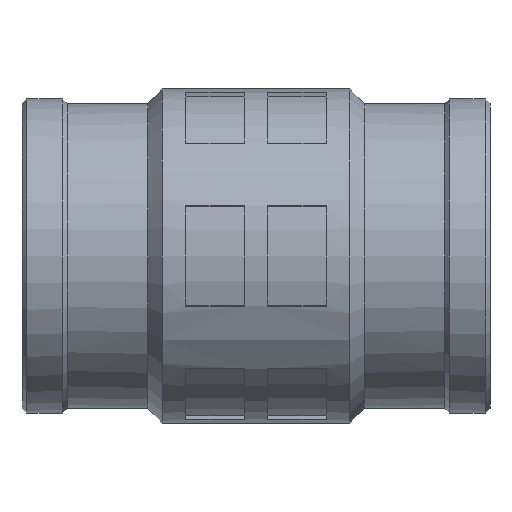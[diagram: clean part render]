
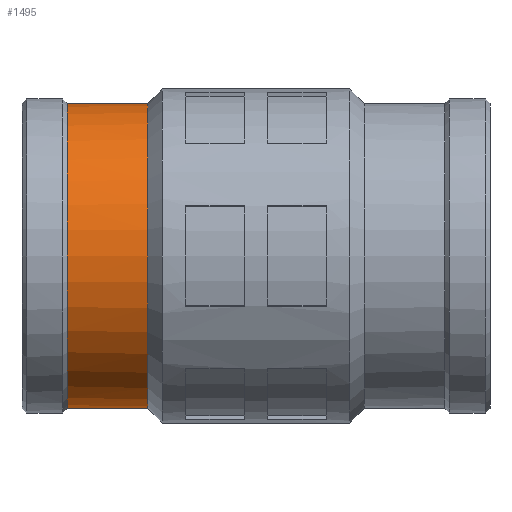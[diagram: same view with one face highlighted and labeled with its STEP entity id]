
A CAD part, front view. The second image highlights one B-rep face of the part: STEP entity #1495.
In plain terms, the highlighted cylindrical face has radius 41.031 mm (diameter 82.062 mm), a full revolution.
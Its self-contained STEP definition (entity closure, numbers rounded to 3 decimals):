
#29=B_SPLINE_CURVE_WITH_KNOTS('',3,(#2622,#2623,#2624,#2625,#2626,#2627,
#2628,#2629,#2630,#2631,#2632,#2633,#2634,#2635,#2636,#2637,#2638,#2639,
#2640,#2641,#2642,#2643,#2644),.UNSPECIFIED.,.F.,.F.,(4,3,2,2,2,2,2,2,2,
2,4),(-0.04,0.,0.359,0.717,1.075,
1.433,1.79,2.148,2.507,2.865,
2.905),.UNSPECIFIED.);
#62=FACE_BOUND('',#303,.T.);
#107=CYLINDRICAL_SURFACE('',#1659,41.031);
#191=FACE_OUTER_BOUND('',#302,.T.);
#302=EDGE_LOOP('',(#1250));
#303=EDGE_LOOP('',(#1251,#1252));
#413=CIRCLE('',#1660,41.031);
#414=CIRCLE('',#1661,41.031);
#744=VERTEX_POINT('',#2614);
#745=VERTEX_POINT('',#2621);
#752=VERTEX_POINT('',#2690);
#935=EDGE_CURVE('',#745,#744,#29,.T.);
#943=EDGE_CURVE('',#752,#752,#413,.T.);
#944=EDGE_CURVE('',#744,#745,#414,.T.);
#1250=ORIENTED_EDGE('',*,*,#943,.F.);
#1251=ORIENTED_EDGE('',*,*,#935,.T.);
#1252=ORIENTED_EDGE('',*,*,#944,.T.);
#1495=ADVANCED_FACE('',(#191,#62),#107,.T.);
#1659=AXIS2_PLACEMENT_3D('',#2689,#2079,#2080);
#1660=AXIS2_PLACEMENT_3D('',#2691,#2081,#2082);
#1661=AXIS2_PLACEMENT_3D('',#2692,#2083,#2084);
#2079=DIRECTION('center_axis',(1.,0.,0.));
#2080=DIRECTION('ref_axis',(0.,1.,0.));
#2081=DIRECTION('center_axis',(1.,0.,0.));
#2082=DIRECTION('ref_axis',(0.,0.,-1.));
#2083=DIRECTION('center_axis',(1.,0.,0.));
#2084=DIRECTION('ref_axis',(0.,0.,-1.));
#2614=CARTESIAN_POINT('',(-50.8,39.913,9.511));
#2621=CARTESIAN_POINT('',(-50.8,39.913,-9.511));
#2622=CARTESIAN_POINT('Ctrl Pts',(-50.8,39.913,-9.511));
#2623=CARTESIAN_POINT('Ctrl Pts',(-50.666,39.912,-9.517));
#2624=CARTESIAN_POINT('Ctrl Pts',(-50.532,39.911,-9.52));
#2625=CARTESIAN_POINT('Ctrl Pts',(-50.4,39.911,-9.52));
#2626=CARTESIAN_POINT('Ctrl Pts',(-49.205,39.911,-9.52));
#2627=CARTESIAN_POINT('Ctrl Pts',(-47.934,39.972,-9.276));
#2628=CARTESIAN_POINT('Ctrl Pts',(-45.607,40.187,-8.294));
#2629=CARTESIAN_POINT('Ctrl Pts',(-44.549,40.338,-7.557));
#2630=CARTESIAN_POINT('Ctrl Pts',(-42.887,40.619,-5.866));
#2631=CARTESIAN_POINT('Ctrl Pts',(-42.168,40.766,-4.799));
#2632=CARTESIAN_POINT('Ctrl Pts',(-41.213,40.974,-2.463));
#2633=CARTESIAN_POINT('Ctrl Pts',(-40.978,41.031,-1.192));
#2634=CARTESIAN_POINT('Ctrl Pts',(-40.978,41.031,1.192));
#2635=CARTESIAN_POINT('Ctrl Pts',(-41.213,40.974,2.463));
#2636=CARTESIAN_POINT('Ctrl Pts',(-42.168,40.766,4.799));
#2637=CARTESIAN_POINT('Ctrl Pts',(-42.887,40.619,5.866));
#2638=CARTESIAN_POINT('Ctrl Pts',(-44.549,40.338,7.557));
#2639=CARTESIAN_POINT('Ctrl Pts',(-45.607,40.187,8.294));
#2640=CARTESIAN_POINT('Ctrl Pts',(-47.934,39.972,9.276));
#2641=CARTESIAN_POINT('Ctrl Pts',(-49.205,39.911,9.52));
#2642=CARTESIAN_POINT('Ctrl Pts',(-50.532,39.911,9.52));
#2643=CARTESIAN_POINT('Ctrl Pts',(-50.666,39.912,9.517));
#2644=CARTESIAN_POINT('Ctrl Pts',(-50.8,39.913,9.511));
#2689=CARTESIAN_POINT('Origin',(-39.985,0.,0.));
#2690=CARTESIAN_POINT('',(-29.169,41.031,0.));
#2691=CARTESIAN_POINT('Origin',(-29.169,0.,0.));
#2692=CARTESIAN_POINT('Origin',(-50.8,0.,0.));
